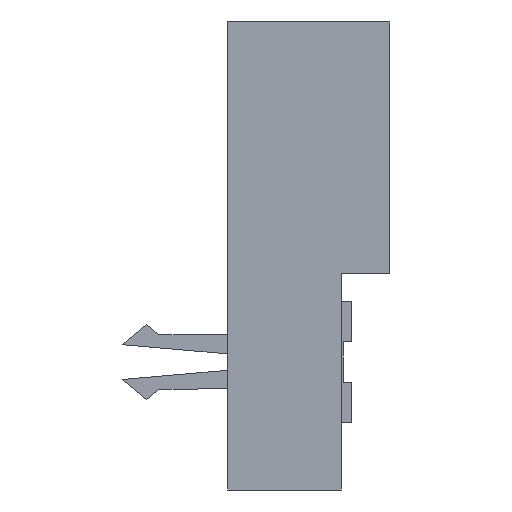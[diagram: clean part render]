
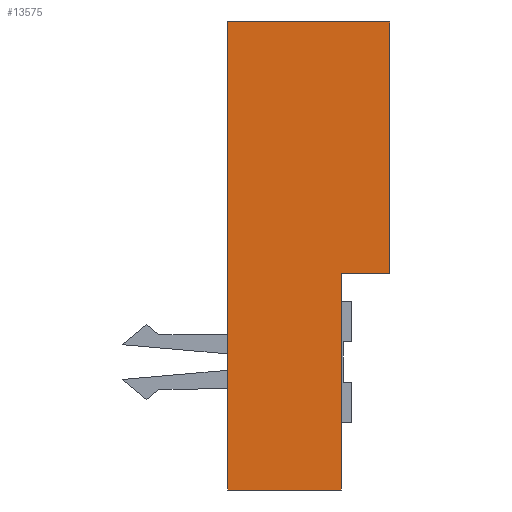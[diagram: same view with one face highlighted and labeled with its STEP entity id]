
A CAD part, left-side view. The second image highlights one B-rep face of the part: STEP entity #13575.
In plain terms, the highlighted planar face has unit normal (-1, 0, 0).
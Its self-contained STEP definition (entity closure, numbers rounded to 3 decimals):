
#57=DIRECTION('',(0.,-1.,0.));
#58=VECTOR('',#57,4.);
#59=CARTESIAN_POINT('',(-8.77,2.,5.78));
#60=LINE('',#59,#58);
#1193=DIRECTION('',(0.,-1.,0.));
#1194=VECTOR('',#1193,2.8);
#1195=CARTESIAN_POINT('',(-8.77,2.,-5.78));
#1196=LINE('',#1195,#1194);
#4853=DIRECTION('',(0.,0.,1.));
#4854=VECTOR('',#4853,5.36);
#4855=CARTESIAN_POINT('',(-8.77,-0.8,-5.78));
#4856=LINE('',#4855,#4854);
#4857=DIRECTION('',(0.,0.,-1.));
#4858=VECTOR('',#4857,11.56);
#4859=CARTESIAN_POINT('',(-8.77,2.,5.78));
#4860=LINE('',#4859,#4858);
#4861=DIRECTION('',(0.,1.,0.));
#4862=VECTOR('',#4861,1.2);
#4863=CARTESIAN_POINT('',(-8.77,-2.,-0.42));
#4864=LINE('',#4863,#4862);
#4881=DIRECTION('',(0.,0.,-1.));
#4882=VECTOR('',#4881,6.2);
#4883=CARTESIAN_POINT('',(-8.77,-2.,5.78));
#4884=LINE('',#4883,#4882);
#5041=CARTESIAN_POINT('',(-8.77,2.,5.78));
#5042=CARTESIAN_POINT('',(-8.77,-2.,5.78));
#5043=VERTEX_POINT('',#5041);
#5044=VERTEX_POINT('',#5042);
#5045=CARTESIAN_POINT('',(-8.77,2.,-5.78));
#5046=VERTEX_POINT('',#5045);
#5067=CARTESIAN_POINT('',(-8.77,-2.,-0.42));
#5069=VERTEX_POINT('',#5067);
#5071=CARTESIAN_POINT('',(-8.77,-0.8,-5.78));
#5072=CARTESIAN_POINT('',(-8.77,-0.8,-0.42));
#5073=VERTEX_POINT('',#5071);
#5074=VERTEX_POINT('',#5072);
#13560=CARTESIAN_POINT('',(-8.77,2.,5.78));
#13561=DIRECTION('',(-1.,0.,0.));
#13562=DIRECTION('',(0.,-1.,0.));
#13563=AXIS2_PLACEMENT_3D('',#13560,#13561,#13562);
#13564=PLANE('',#13563);
#13565=ORIENTED_EDGE('',*,*,#7590,.F.);
#13566=ORIENTED_EDGE('',*,*,#7643,.F.);
#13567=ORIENTED_EDGE('',*,*,#7512,.F.);
#13568=ORIENTED_EDGE('',*,*,#6712,.T.);
#13570=ORIENTED_EDGE('',*,*,#13569,.T.);
#13572=ORIENTED_EDGE('',*,*,#13571,.T.);
#13573=EDGE_LOOP('',(#13565,#13566,#13567,#13568,#13570,#13572));
#13574=FACE_OUTER_BOUND('',#13573,.F.);
#13575=ADVANCED_FACE('',(#13574),#13564,.T.);
#6712=EDGE_CURVE('',#5043,#5044,#60,.T.);
#7512=EDGE_CURVE('',#5043,#5046,#4860,.T.);
#7590=EDGE_CURVE('',#5073,#5074,#4856,.T.);
#7643=EDGE_CURVE('',#5046,#5073,#1196,.T.);
#13569=EDGE_CURVE('',#5044,#5069,#4884,.T.);
#13571=EDGE_CURVE('',#5069,#5074,#4864,.T.);
